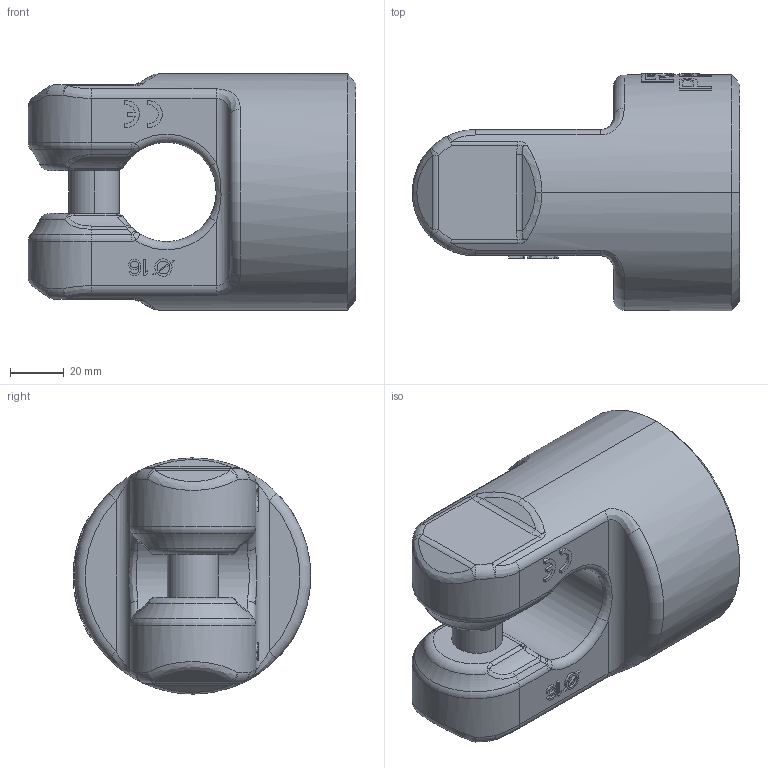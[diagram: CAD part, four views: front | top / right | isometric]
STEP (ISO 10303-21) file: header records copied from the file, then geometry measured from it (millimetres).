
FILE_DESCRIPTION((''),'2;1');
FILE_NAME('001-M31342-P-50_ASM','2019-03-15T',('anja.joas'),(''),'PRO/ENGINEER BY PARAMETRIC TECHNOLOGY CORPORATION, 2011490','PRO/ENGINEER BY PARAMETRIC TECHNOLOGY CORPORATION, 2011490','');
FILE_SCHEMA(('CONFIG_CONTROL_DESIGN'));
Length unit declared in the file: millimetre
Products named in the file (2): 001-M31342-P-20_AF0; 001-M31342-P-50_ASM
Assembly tree (1 placements, depth 2):
  001-M31342-P-50_ASM
    001-M31342-P-20_AF0
Bounding box: 122 x 88.5 x 88 mm (x, y, z)
Volume: 477503.6 mm3; surface area: 43252.4 mm2
Topology: 1 solids, 1 shells, 490 faces, 1284 edges, 816 vertices
Faces by surface type: plane 322, bspline 76, cylinder 66, torus 16, sphere 8, cone 2
Entity records: 18348 total; most frequent: CARTESIAN_POINT 7190, ORIENTED_EDGE 2568, DIRECTION 1936, EDGE_CURVE 1284, VERTEX_POINT 816, AXIS2_PLACEMENT_3D 657, VECTOR 622, LINE 622
